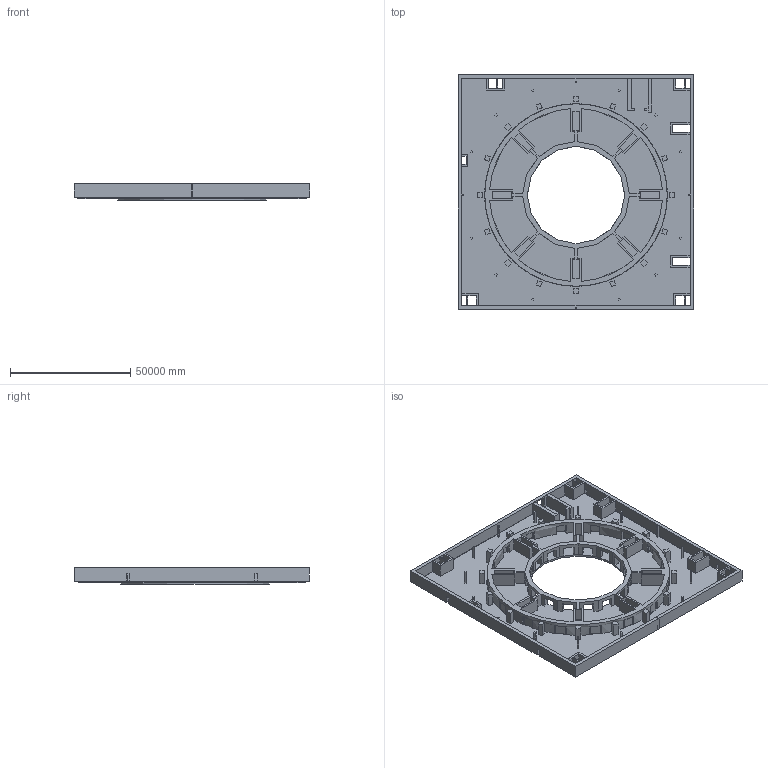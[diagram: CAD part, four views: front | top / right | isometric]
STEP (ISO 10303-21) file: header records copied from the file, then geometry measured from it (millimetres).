
FILE_DESCRIPTION(('CATIA V5 STEP Exchange','CAx-IF Rec.Pracs.--- Model Styling and Organization---1.4--- 2014-01-23','CAx-IF Rec.Pracs.---3D Tessellated Data Validation Properties---0.5---2014-09-14'),'2;1');
FILE_NAME('BLDG_11_B2.stp','2022-08-30T16:35:17+00:00',('none'),('none'),'CATIA Version 5-6 Release 2018 SP2 HF3','CATIA V5 STEP AP242','none');
FILE_SCHEMA(('AP242_MANAGED_MODEL_BASED_3D_ENGINEERING_MIM_LF {1 0 10303 442 1 1 4}'));
Length unit declared in the file: millimetre
Products named in the file (8): BLDG_11_B2; BLDG_11_B2_FLOOR; BLDG_11_B2_EXTERNAL_WALLS; BLDG_11_B2_COLUMNS; BLDG_11_B2_INTERNAL_WALLS; BLDG_11_B2_BIOSHIELD_WALLS; BLDG_11_STRUCTURES; BLDG 11 PORT CELL DOOR H 4 m
Assembly tree (22 placements, depth 3):
  BLDG_11_B2
    BLDG_11_B2_FLOOR
    BLDG_11_B2_EXTERNAL_WALLS
    BLDG_11_B2_COLUMNS
    BLDG_11_B2_INTERNAL_WALLS
    BLDG_11_B2_BIOSHIELD_WALLS
    BLDG_11_STRUCTURES
      BLDG 11 PORT CELL DOOR H 4 m  x16
Bounding box: 98000 x 97500 x 6700 mm (x, y, z)
Volume: 14771544600618.4 mm3; surface area: 34988204076.4 mm2
Topology: 93 solids, 93 shells, 1440 faces, 3552 edges, 2368 vertices
Faces by surface type: plane 1342, cylinder 98
Entity records: 23220 total; most frequent: ORIENTED_EDGE 4224, CARTESIAN_POINT 4089, DIRECTION 3250, EDGE_CURVE 2112, VECTOR 2002, LINE 2002, VERTEX_POINT 1408, EDGE_LOOP 846
